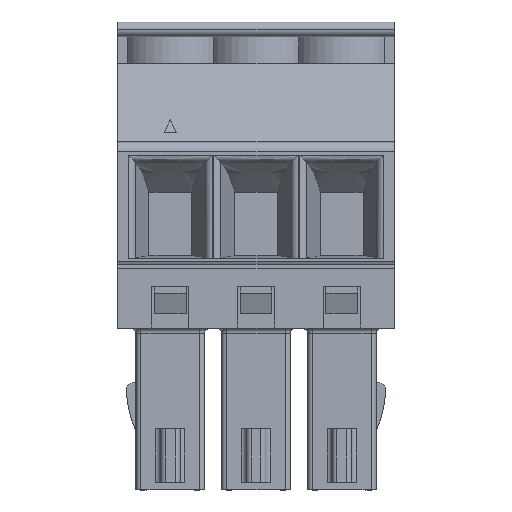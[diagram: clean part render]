
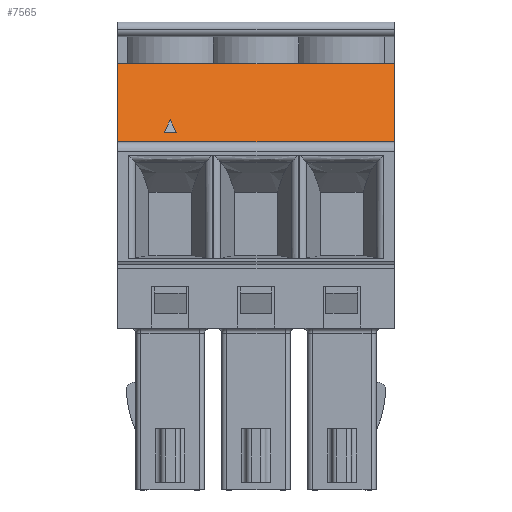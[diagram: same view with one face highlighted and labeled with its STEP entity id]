
A CAD part, top view. The second image highlights one B-rep face of the part: STEP entity #7565.
In plain terms, the highlighted planar face has unit normal (0, 0.346, 0.938).
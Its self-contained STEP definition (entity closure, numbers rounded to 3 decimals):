
#458 = DIRECTION ( 'NONE',  ( 1., 0., 0. ) ) ;
#499 = ORIENTED_EDGE ( 'NONE', *, *, #19156, .F. ) ;
#892 = LINE ( 'NONE', #30610, #18029 ) ;
#1453 = ORIENTED_EDGE ( 'NONE', *, *, #16715, .T. ) ;
#1821 = ORIENTED_EDGE ( 'NONE', *, *, #30569, .F. ) ;
#2695 = VERTEX_POINT ( 'NONE', #9590 ) ;
#3744 = FACE_OUTER_BOUND ( 'NONE', #11838, .T. ) ;
#4274 = CARTESIAN_POINT ( 'NONE',  ( 0., 14.2, 9. ) ) ;
#4618 = ORIENTED_EDGE ( 'NONE', *, *, #12549, .T. ) ;
#4707 = ORIENTED_EDGE ( 'NONE', *, *, #9731, .F. ) ;
#4730 = EDGE_CURVE ( 'NONE', #2695, #27898, #892, .T. ) ;
#4895 = CARTESIAN_POINT ( 'NONE',  ( 1.9, 14.6, 8.852 ) ) ;
#5117 = CARTESIAN_POINT ( 'NONE',  ( 11.3, 14.6, 8.852 ) ) ;
#6275 = LINE ( 'NONE', #13748, #6512 ) ;
#6512 = VECTOR ( 'NONE', #18794, 1000. ) ;
#6641 = DIRECTION ( 'NONE',  ( 0., 0.346, 0.938 ) ) ;
#7420 = DIRECTION ( 'NONE',  ( -1., 0., 0. ) ) ;
#7565 = ADVANCED_FACE ( 'NONE', ( #30916, #3744 ), #21102, .T. ) ;
#8003 = LINE ( 'NONE', #5117, #30115 ) ;
#9590 = CARTESIAN_POINT ( 'NONE',  ( 11.3, 14.2, 9. ) ) ;
#9731 = EDGE_CURVE ( 'NONE', #27898, #14822, #29186, .T. ) ;
#9790 = VECTOR ( 'NONE', #11880, 1000. ) ;
#10850 = ORIENTED_EDGE ( 'NONE', *, *, #4730, .F. ) ;
#11623 = LINE ( 'NONE', #16686, #30186 ) ;
#11838 = EDGE_LOOP ( 'NONE', ( #4707, #10850, #1453, #4618 ) ) ;
#11880 = DIRECTION ( 'NONE',  ( 0., 0.938, -0.346 ) ) ;
#12147 = AXIS2_PLACEMENT_3D ( 'NONE', #18689, #6641, #26069 ) ;
#12379 = VERTEX_POINT ( 'NONE', #4895 ) ;
#12549 = EDGE_CURVE ( 'NONE', #19137, #14822, #11623, .T. ) ;
#12570 = CARTESIAN_POINT ( 'NONE',  ( 4.169, 11.061, 10.157 ) ) ;
#12953 = DIRECTION ( 'NONE',  ( -0.425, -0.849, 0.313 ) ) ;
#13748 = CARTESIAN_POINT ( 'NONE',  ( 11.3, 14.2, 9. ) ) ;
#13774 = VERTEX_POINT ( 'NONE', #24902 ) ;
#14822 = VERTEX_POINT ( 'NONE', #31623 ) ;
#15309 = CARTESIAN_POINT ( 'NONE',  ( 11.3, 17.4, 7.82 ) ) ;
#15382 = CARTESIAN_POINT ( 'NONE',  ( 3.432, 17.663, 7.723 ) ) ;
#16686 = CARTESIAN_POINT ( 'NONE',  ( 11.3, 17.4, 7.82 ) ) ;
#16715 = EDGE_CURVE ( 'NONE', #2695, #19137, #6275, .T. ) ;
#17410 = ORIENTED_EDGE ( 'NONE', *, *, #28066, .F. ) ;
#17476 = LINE ( 'NONE', #12570, #24700 ) ;
#18029 = VECTOR ( 'NONE', #20654, 1000. ) ;
#18689 = CARTESIAN_POINT ( 'NONE',  ( 11.3, 14.2, 9. ) ) ;
#18794 = DIRECTION ( 'NONE',  ( 0., 0.938, -0.346 ) ) ;
#19137 = VERTEX_POINT ( 'NONE', #15309 ) ;
#19156 = EDGE_CURVE ( 'NONE', #12379, #29050, #8003, .T. ) ;
#20654 = DIRECTION ( 'NONE',  ( -1., 0., 0. ) ) ;
#21102 = PLANE ( 'NONE',  #12147 ) ;
#22310 = VECTOR ( 'NONE', #12953, 1000. ) ;
#22956 = EDGE_LOOP ( 'NONE', ( #1821, #499, #17410 ) ) ;
#24700 = VECTOR ( 'NONE', #27298, 1000. ) ;
#24902 = CARTESIAN_POINT ( 'NONE',  ( 2.15, 15.1, 8.668 ) ) ;
#25052 = CARTESIAN_POINT ( 'NONE',  ( 2.4, 14.6, 8.852 ) ) ;
#25588 = CARTESIAN_POINT ( 'NONE',  ( 0., 14.2, 9. ) ) ;
#26069 = DIRECTION ( 'NONE',  ( 0., -0.938, 0.346 ) ) ;
#27298 = DIRECTION ( 'NONE',  ( -0.425, 0.849, -0.313 ) ) ;
#27898 = VERTEX_POINT ( 'NONE', #25588 ) ;
#28066 = EDGE_CURVE ( 'NONE', #13774, #12379, #28295, .T. ) ;
#28295 = LINE ( 'NONE', #15382, #22310 ) ;
#29050 = VERTEX_POINT ( 'NONE', #25052 ) ;
#29186 = LINE ( 'NONE', #4274, #9790 ) ;
#30115 = VECTOR ( 'NONE', #458, 1000. ) ;
#30186 = VECTOR ( 'NONE', #7420, 1000. ) ;
#30569 = EDGE_CURVE ( 'NONE', #29050, #13774, #17476, .T. ) ;
#30610 = CARTESIAN_POINT ( 'NONE',  ( 11.3, 14.2, 9. ) ) ;
#30916 = FACE_BOUND ( 'NONE', #22956, .T. ) ;
#31623 = CARTESIAN_POINT ( 'NONE',  ( 0., 17.4, 7.82 ) ) ;
